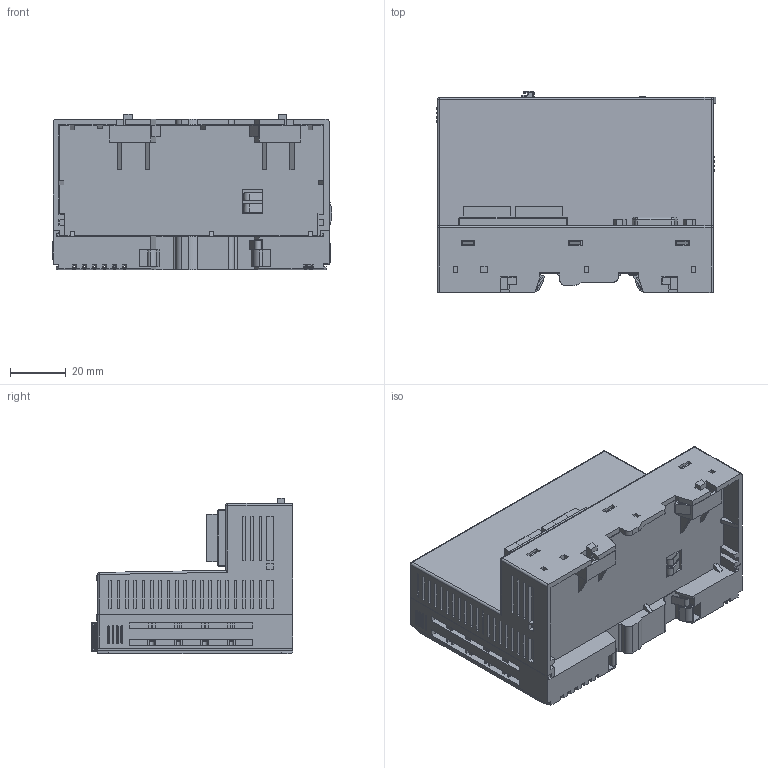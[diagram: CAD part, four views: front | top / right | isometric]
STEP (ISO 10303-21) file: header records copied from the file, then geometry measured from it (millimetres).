
FILE_DESCRIPTION((''),'2;1');
FILE_NAME('RN-9372','2018-07-20T',('seo'),(''),'CREO PARAMETRIC BY PTC INC, 2016130','CREO PARAMETRIC BY PTC INC, 2016130','');
FILE_SCHEMA(('CONFIG_CONTROL_DESIGN'));
Products named in the file (1): RN-9372
Bounding box: 100.36 x 72.19 x 55.8 mm (x, y, z)
Volume: 228543.6 mm3; surface area: 56960.3 mm2
Topology: 2 solids, 3 shells, 2310 faces, 6229 edges, 4052 vertices
Faces by surface type: plane 1893, cylinder 302, bspline 37, sphere 34, torus 24, cone 20
Entity records: 72952 total; most frequent: CARTESIAN_POINT 14618, ORIENTED_EDGE 12458, DIRECTION 11292, EDGE_CURVE 6229, VECTOR 5450, LINE 5450, VERTEX_POINT 4052, AXIS2_PLACEMENT_3D 2921
